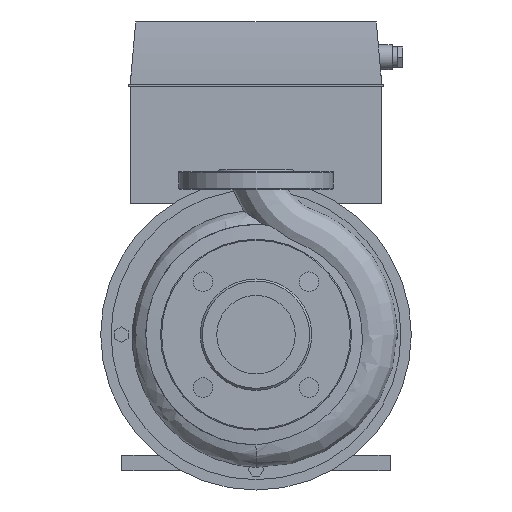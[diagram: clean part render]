
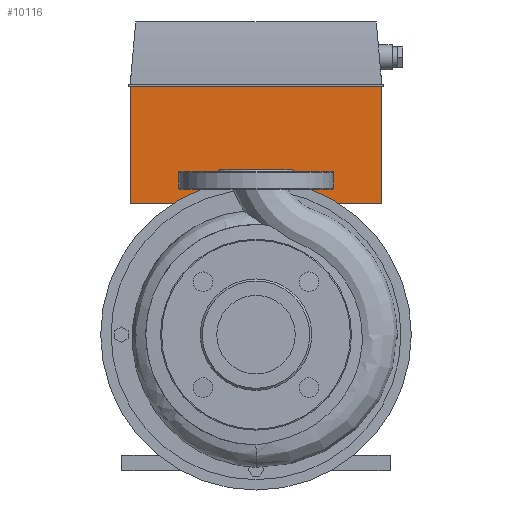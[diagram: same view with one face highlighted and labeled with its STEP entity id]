
A CAD part, left-side view. The second image highlights one B-rep face of the part: STEP entity #10116.
In plain terms, the highlighted planar face has unit normal (-1, 0, 0).
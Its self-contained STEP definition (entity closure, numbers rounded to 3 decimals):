
#937=LINE('',#20770,#1836);
#944=LINE('',#20788,#1843);
#947=LINE('',#20794,#1846);
#948=LINE('',#20795,#1847);
#1836=VECTOR('',#13867,10.);
#1843=VECTOR('',#13892,10.);
#1846=VECTOR('',#13897,10.);
#1847=VECTOR('',#13898,10.);
#2343=PLANE('',#11095);
#3058=FACE_OUTER_BOUND('',#3761,.T.);
#3761=EDGE_LOOP('',(#9339,#9340,#9341,#9342));
#5125=VERTEX_POINT('',#20766);
#5127=VERTEX_POINT('',#20769);
#5129=VERTEX_POINT('',#20787);
#5131=VERTEX_POINT('',#20793);
#6528=EDGE_CURVE('',#5127,#5125,#937,.T.);
#6537=EDGE_CURVE('',#5129,#5127,#944,.T.);
#6540=EDGE_CURVE('',#5125,#5131,#947,.T.);
#6541=EDGE_CURVE('',#5131,#5129,#948,.T.);
#9339=ORIENTED_EDGE('',*,*,#6528,.T.);
#9340=ORIENTED_EDGE('',*,*,#6540,.T.);
#9341=ORIENTED_EDGE('',*,*,#6541,.T.);
#9342=ORIENTED_EDGE('',*,*,#6537,.T.);
#10116=ADVANCED_FACE('',(#3058),#2343,.T.);
#11095=AXIS2_PLACEMENT_3D('',#20792,#13895,#13896);
#13867=DIRECTION('',(0.,1.,0.));
#13892=DIRECTION('',(0.,0.,1.));
#13895=DIRECTION('center_axis',(-1.,0.,0.));
#13896=DIRECTION('ref_axis',(0.,0.,1.));
#13897=DIRECTION('',(0.,0.,-1.));
#13898=DIRECTION('',(0.,-1.,0.));
#20766=CARTESIAN_POINT('',(237.5,122.,372.4));
#20769=CARTESIAN_POINT('',(237.5,-122.,372.4));
#20770=CARTESIAN_POINT('',(237.5,0.,372.4));
#20787=CARTESIAN_POINT('',(237.5,-122.,259.));
#20788=CARTESIAN_POINT('',(237.5,-122.,259.));
#20792=CARTESIAN_POINT('Origin',(237.5,0.,373.4));
#20793=CARTESIAN_POINT('',(237.5,122.,259.));
#20794=CARTESIAN_POINT('',(237.5,122.,259.));
#20795=CARTESIAN_POINT('',(237.5,0.,259.));
